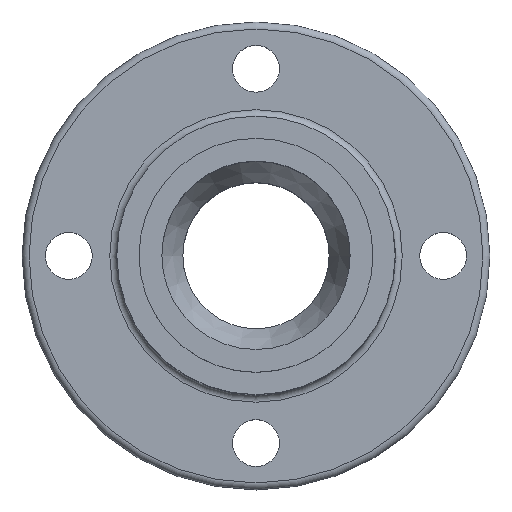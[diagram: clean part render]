
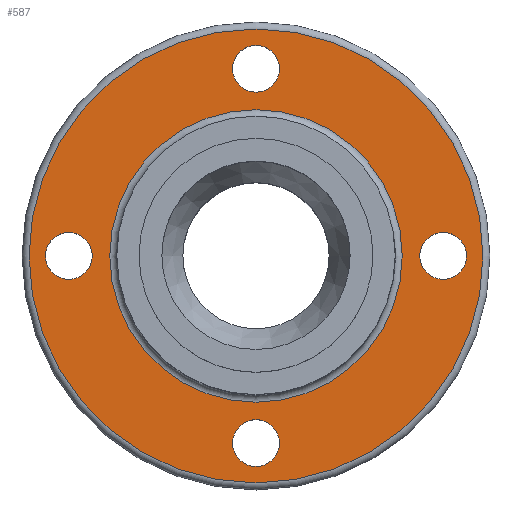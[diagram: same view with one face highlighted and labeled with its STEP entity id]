
A CAD part, top view. The second image highlights one B-rep face of the part: STEP entity #587.
In plain terms, the highlighted planar face has unit normal (0, 0, 1).
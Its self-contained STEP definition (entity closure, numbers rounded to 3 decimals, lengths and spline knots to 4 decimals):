
#10=TOROIDAL_SURFACE('',#13,1.94,0.06);
#11=CARTESIAN_POINT('',(0.3105,-0.1403,0.1698));
#12=DIRECTION('',(0.,0.,1.));
#13=AXIS2_PLACEMENT_3D('',#11,#12,$);
#24=PLANE('',#27);
#25=CARTESIAN_POINT('',(-1.2845,-0.1403,0.2298));
#26=DIRECTION('',(0.,0.,1.));
#27=AXIS2_PLACEMENT_3D('',#25,#26,$);
#28=CIRCLE('',#29,1.94);
#29=AXIS2_PLACEMENT_3D('',#30,#31,#32);
#30=CARTESIAN_POINT('',(0.3105,-0.1403,0.2298));
#31=DIRECTION('',(0.,0.,-1.));
#32=DIRECTION('',(1.94,0.,0.));
#33=TOROIDAL_SURFACE('',#36,1.25,0.06);
#34=CARTESIAN_POINT('',(0.3105,-0.1403,0.2898));
#35=DIRECTION('',(0.,0.,1.));
#36=AXIS2_PLACEMENT_3D('',#34,#35,$);
#37=CIRCLE('',#38,1.25);
#38=AXIS2_PLACEMENT_3D('',#39,#40,#41);
#39=CARTESIAN_POINT('',(0.3105,-0.1403,0.2298));
#40=DIRECTION('',(0.,0.,1.));
#41=DIRECTION('',(1.25,0.,0.));
#42=CYLINDRICAL_SURFACE('',#46,0.2);
#43=CARTESIAN_POINT('',(0.3105,-1.7403,0.2298));
#44=DIRECTION('',(0.,0.,-1.));
#45=DIRECTION('',(-0.2,0.,0.));
#46=AXIS2_PLACEMENT_3D('',#43,#44,#45);
#47=CIRCLE('',#48,0.2);
#48=AXIS2_PLACEMENT_3D('',#49,#50,#51);
#49=CARTESIAN_POINT('',(0.3105,-1.7403,0.2298));
#50=DIRECTION('',(0.,0.,-1.));
#51=DIRECTION('',(-0.2,0.,0.));
#52=CYLINDRICAL_SURFACE('',#56,0.2);
#53=CARTESIAN_POINT('',(-1.2895,-0.1403,0.2298));
#54=DIRECTION('',(0.,0.,-1.));
#55=DIRECTION('',(0.,0.2,0.));
#56=AXIS2_PLACEMENT_3D('',#53,#54,#55);
#57=CIRCLE('',#58,0.2);
#58=AXIS2_PLACEMENT_3D('',#59,#60,#61);
#59=CARTESIAN_POINT('',(-1.2895,-0.1403,0.2298));
#60=DIRECTION('',(0.,0.,-1.));
#61=DIRECTION('',(0.,0.2,0.));
#62=CYLINDRICAL_SURFACE('',#66,0.2);
#63=CARTESIAN_POINT('',(0.3105,1.4597,0.2298));
#64=DIRECTION('',(0.,0.,-1.));
#65=DIRECTION('',(0.2,0.,0.));
#66=AXIS2_PLACEMENT_3D('',#63,#64,#65);
#67=CIRCLE('',#68,0.2);
#68=AXIS2_PLACEMENT_3D('',#69,#70,#71);
#69=CARTESIAN_POINT('',(0.3105,1.4597,0.2298));
#70=DIRECTION('',(0.,0.,-1.));
#71=DIRECTION('',(0.2,0.,0.));
#72=CYLINDRICAL_SURFACE('',#76,0.2);
#73=CARTESIAN_POINT('',(1.9105,-0.1403,0.2298));
#74=DIRECTION('',(0.,0.,-1.));
#75=DIRECTION('',(0.,-0.2,0.));
#76=AXIS2_PLACEMENT_3D('',#73,#74,#75);
#77=CIRCLE('',#78,0.2);
#78=AXIS2_PLACEMENT_3D('',#79,#80,#81);
#79=CARTESIAN_POINT('',(1.9105,-0.1403,0.2298));
#80=DIRECTION('',(0.,0.,-1.));
#81=DIRECTION('',(0.,-0.2,0.));
#583=EDGE_CURVE('',#585,#585,#584,.T.);
#584=INTERSECTION_CURVE('',#28,(#10,#24),.CURVE_3D.);
#585=VERTEX_POINT('',#586);
#586=CARTESIAN_POINT('',(-1.6295,-0.1403,0.2298));
#587=ADVANCED_FACE('',(#588,#595,#602,#609,#616,#623),#24,.T.);
#588=FACE_BOUND('',#589,.T.);
#589=EDGE_LOOP('',(#590));
#590=ORIENTED_EDGE('',*,*,#591,.F.);
#591=EDGE_CURVE('',#593,#593,#592,.T.);
#592=INTERSECTION_CURVE('',#37,(#24,#33),.CURVE_3D.);
#593=VERTEX_POINT('',#594);
#594=CARTESIAN_POINT('',(-0.9395,-0.1403,0.2298));
#595=FACE_BOUND('',#596,.T.);
#596=EDGE_LOOP('',(#597));
#597=ORIENTED_EDGE('',*,*,#598,.T.);
#598=EDGE_CURVE('',#600,#600,#599,.T.);
#599=INTERSECTION_CURVE('',#47,(#24,#42),.CURVE_3D.);
#600=VERTEX_POINT('',#601);
#601=CARTESIAN_POINT('',(0.1105,-1.7403,0.2298));
#602=FACE_BOUND('',#603,.T.);
#603=EDGE_LOOP('',(#604));
#604=ORIENTED_EDGE('',*,*,#605,.T.);
#605=EDGE_CURVE('',#607,#607,#606,.T.);
#606=INTERSECTION_CURVE('',#57,(#24,#52),.CURVE_3D.);
#607=VERTEX_POINT('',#608);
#608=CARTESIAN_POINT('',(-1.2895,0.0597,0.2298));
#609=FACE_BOUND('',#610,.T.);
#610=EDGE_LOOP('',(#611));
#611=ORIENTED_EDGE('',*,*,#612,.T.);
#612=EDGE_CURVE('',#614,#614,#613,.T.);
#613=INTERSECTION_CURVE('',#67,(#24,#62),.CURVE_3D.);
#614=VERTEX_POINT('',#615);
#615=CARTESIAN_POINT('',(0.5105,1.4597,0.2298));
#616=FACE_BOUND('',#617,.T.);
#617=EDGE_LOOP('',(#618));
#618=ORIENTED_EDGE('',*,*,#619,.T.);
#619=EDGE_CURVE('',#621,#621,#620,.T.);
#620=INTERSECTION_CURVE('',#77,(#24,#72),.CURVE_3D.);
#621=VERTEX_POINT('',#622);
#622=CARTESIAN_POINT('',(1.9105,-0.3403,0.2298));
#623=FACE_BOUND('',#624,.T.);
#624=EDGE_LOOP('',(#625));
#625=ORIENTED_EDGE('',*,*,#583,.F.);
